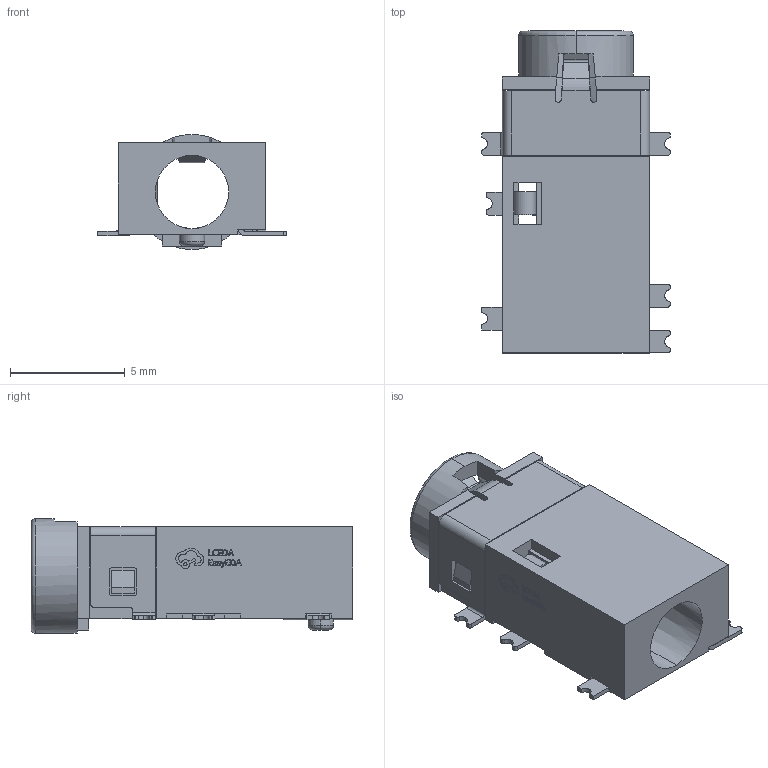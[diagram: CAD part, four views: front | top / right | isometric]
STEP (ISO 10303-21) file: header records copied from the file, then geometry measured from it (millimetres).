
FILE_DESCRIPTION (( 'STEP AP214' ), '1' );
FILE_NAME ('AUDIO-SMD_PJ-342_C920236.step', '2022-06-16T10:26:49', ( '' ), ( '' ), 'SwSTEP 2.0', 'SolidWorks 2020', '' );
FILE_SCHEMA (( 'AUTOMOTIVE_DESIGN' ));
Length unit declared in the file: millimetre
Products named in the file (1): AUDIO-SMD_PJ-342_C920236
Bounding box: 8.2 x 14 x 5 mm (x, y, z)
Volume: 211.8 mm3; surface area: 577.6 mm2
Topology: 2 solids, 2 shells, 484 faces, 1360 edges, 894 vertices
Faces by surface type: plane 297, bspline 98, cylinder 81, torus 6, cone 2
Entity records: 21425 total; most frequent: CARTESIAN_POINT 4114, ORIENTED_EDGE 2720, DIRECTION 2099, EDGE_CURVE 1360, LINE 951, VECTOR 951, VERTEX_POINT 894, AXIS2_PLACEMENT_3D 574
